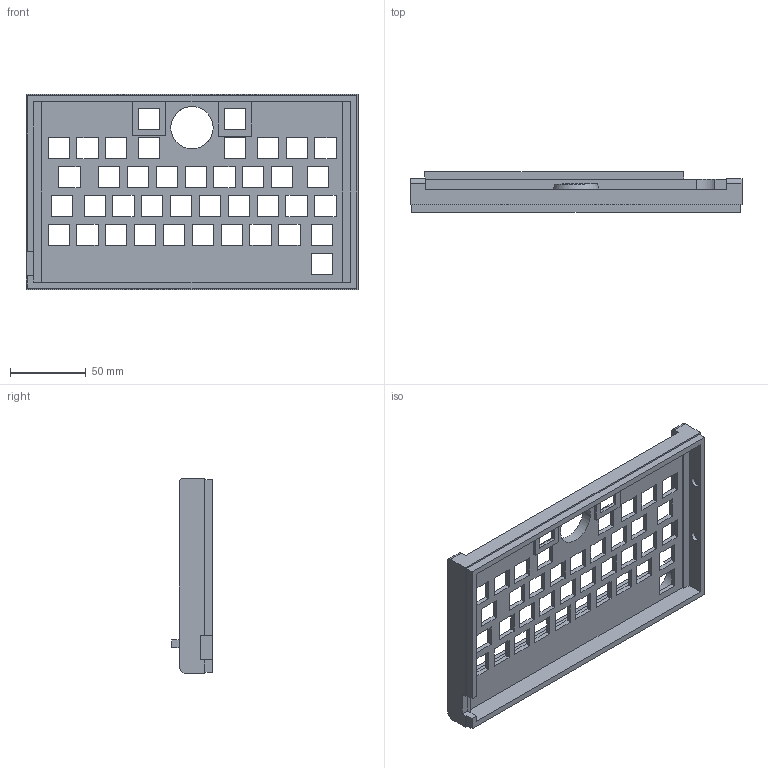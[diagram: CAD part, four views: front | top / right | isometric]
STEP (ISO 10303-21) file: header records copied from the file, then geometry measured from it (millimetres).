
FILE_DESCRIPTION(/* description */ (''),/* implementation_level */ '2;1');
FILE_NAME(/* name */ 'ckb_case_top v14.step',/* time_stamp */ '2024-02-03T15:38:01+09:00',/* author */ (''),/* organization */ (''),/* preprocessor_version */ 'ST-DEVELOPER v20',/* originating_system */ 'Autodesk Translation Framework v12.14.0.127',/* authorisation */ '');
FILE_SCHEMA (('AUTOMOTIVE_DESIGN { 1 0 10303 214 3 1 1 }'));
Length unit declared in the file: millimetre
Products named in the file (1): ckb_case_top
Bounding box: 219.22 x 27 x 128.98 mm (x, y, z)
Volume: 150386.1 mm3; surface area: 74639.4 mm2
Topology: 1 solids, 1 shells, 231 faces, 662 edges, 442 vertices
Faces by surface type: plane 221, cylinder 9, sphere 1
Full cylindrical faces by diameter (mm): 6.2 x4, 28 x1
Entity records: 7637 total; most frequent: CARTESIAN_POINT 1370, ORIENTED_EDGE 1324, DIRECTION 1142, EDGE_CURVE 662, LINE 642, VECTOR 642, VERTEX_POINT 442, EDGE_LOOP 322
